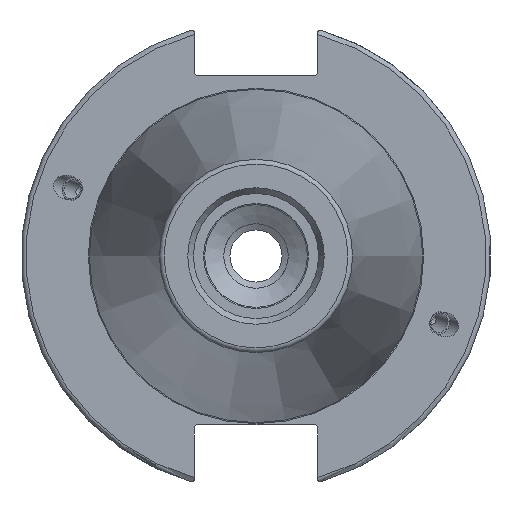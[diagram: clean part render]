
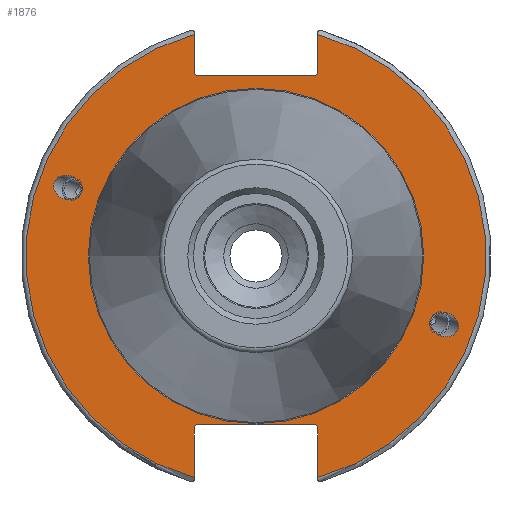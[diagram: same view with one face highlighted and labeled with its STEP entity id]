
A CAD part, left-side view. The second image highlights one B-rep face of the part: STEP entity #1876.
In plain terms, the highlighted planar face has unit normal (-1, 0, 0).
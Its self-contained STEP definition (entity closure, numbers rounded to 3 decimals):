
#31=ELLIPSE('',#2062,3.052,2.5);
#32=ELLIPSE('',#2096,3.052,2.5);
#45=PLANE('',#2110);
#103=FACE_BOUND('',#359,.T.);
#104=FACE_BOUND('',#360,.T.);
#105=FACE_BOUND('',#361,.T.);
#237=FACE_OUTER_BOUND('',#358,.T.);
#358=EDGE_LOOP('',(#1552,#1553,#1554,#1555,#1556,#1557,#1558,#1559,#1560,
#1561,#1562,#1563));
#359=EDGE_LOOP('',(#1564));
#360=EDGE_LOOP('',(#1565));
#361=EDGE_LOOP('',(#1566));
#465=LINE('',#3513,#568);
#466=LINE('',#3515,#569);
#467=LINE('',#3517,#570);
#468=LINE('',#3519,#571);
#469=LINE('',#3521,#572);
#470=LINE('',#3525,#573);
#471=LINE('',#3527,#574);
#472=LINE('',#3529,#575);
#473=LINE('',#3531,#576);
#474=LINE('',#3532,#577);
#568=VECTOR('',#2574,10.);
#569=VECTOR('',#2575,10.);
#570=VECTOR('',#2576,10.);
#571=VECTOR('',#2577,10.);
#572=VECTOR('',#2578,10.);
#573=VECTOR('',#2581,10.);
#574=VECTOR('',#2582,10.);
#575=VECTOR('',#2583,10.);
#576=VECTOR('',#2584,10.);
#577=VECTOR('',#2585,10.);
#715=CIRCLE('',#2108,35.125);
#717=CIRCLE('',#2111,48.213);
#718=CIRCLE('',#2112,48.213);
#834=VERTEX_POINT('',#3222);
#872=VERTEX_POINT('',#3481);
#879=VERTEX_POINT('',#3504);
#880=VERTEX_POINT('',#3509);
#881=VERTEX_POINT('',#3510);
#882=VERTEX_POINT('',#3512);
#883=VERTEX_POINT('',#3514);
#884=VERTEX_POINT('',#3516);
#885=VERTEX_POINT('',#3518);
#886=VERTEX_POINT('',#3520);
#887=VERTEX_POINT('',#3522);
#888=VERTEX_POINT('',#3524);
#889=VERTEX_POINT('',#3526);
#890=VERTEX_POINT('',#3528);
#891=VERTEX_POINT('',#3530);
#1059=EDGE_CURVE('',#834,#834,#31,.T.);
#1110=EDGE_CURVE('',#872,#872,#32,.T.);
#1121=EDGE_CURVE('',#879,#879,#715,.T.);
#1123=EDGE_CURVE('',#880,#881,#717,.T.);
#1124=EDGE_CURVE('',#880,#882,#465,.T.);
#1125=EDGE_CURVE('',#883,#882,#466,.T.);
#1126=EDGE_CURVE('',#883,#884,#467,.T.);
#1127=EDGE_CURVE('',#885,#884,#468,.T.);
#1128=EDGE_CURVE('',#885,#886,#469,.T.);
#1129=EDGE_CURVE('',#887,#886,#718,.T.);
#1130=EDGE_CURVE('',#887,#888,#470,.T.);
#1131=EDGE_CURVE('',#889,#888,#471,.T.);
#1132=EDGE_CURVE('',#889,#890,#472,.T.);
#1133=EDGE_CURVE('',#891,#890,#473,.T.);
#1134=EDGE_CURVE('',#891,#881,#474,.T.);
#1552=ORIENTED_EDGE('',*,*,#1123,.F.);
#1553=ORIENTED_EDGE('',*,*,#1124,.T.);
#1554=ORIENTED_EDGE('',*,*,#1125,.F.);
#1555=ORIENTED_EDGE('',*,*,#1126,.T.);
#1556=ORIENTED_EDGE('',*,*,#1127,.F.);
#1557=ORIENTED_EDGE('',*,*,#1128,.T.);
#1558=ORIENTED_EDGE('',*,*,#1129,.F.);
#1559=ORIENTED_EDGE('',*,*,#1130,.T.);
#1560=ORIENTED_EDGE('',*,*,#1131,.F.);
#1561=ORIENTED_EDGE('',*,*,#1132,.T.);
#1562=ORIENTED_EDGE('',*,*,#1133,.F.);
#1563=ORIENTED_EDGE('',*,*,#1134,.T.);
#1564=ORIENTED_EDGE('',*,*,#1059,.T.);
#1565=ORIENTED_EDGE('',*,*,#1110,.T.);
#1566=ORIENTED_EDGE('',*,*,#1121,.F.);
#1876=ADVANCED_FACE('',(#237,#103,#104,#105),#45,.T.);
#2062=AXIS2_PLACEMENT_3D('',#3224,#2454,#2455);
#2096=AXIS2_PLACEMENT_3D('',#3483,#2538,#2539);
#2108=AXIS2_PLACEMENT_3D('',#3506,#2566,#2567);
#2110=AXIS2_PLACEMENT_3D('',#3508,#2570,#2571);
#2111=AXIS2_PLACEMENT_3D('',#3511,#2572,#2573);
#2112=AXIS2_PLACEMENT_3D('',#3523,#2579,#2580);
#2454=DIRECTION('center_axis',(1.,0.,0.));
#2455=DIRECTION('ref_axis',(0.,-0.94,-0.342));
#2538=DIRECTION('center_axis',(1.,0.,0.));
#2539=DIRECTION('ref_axis',(0.,0.94,0.342));
#2566=DIRECTION('center_axis',(-1.,0.,0.));
#2567=DIRECTION('ref_axis',(0.,-1.,0.));
#2570=DIRECTION('center_axis',(-1.,0.,0.));
#2571=DIRECTION('ref_axis',(0.,0.,1.));
#2572=DIRECTION('center_axis',(1.,0.,0.));
#2573=DIRECTION('ref_axis',(0.,-1.,0.));
#2574=DIRECTION('',(0.,0.,-1.));
#2575=DIRECTION('',(0.,-0.707,0.707));
#2576=DIRECTION('',(0.,1.,0.));
#2577=DIRECTION('',(0.,-0.707,-0.707));
#2578=DIRECTION('',(0.,0.,1.));
#2579=DIRECTION('center_axis',(1.,0.,0.));
#2580=DIRECTION('ref_axis',(0.,1.,0.));
#2581=DIRECTION('',(0.,0.,1.));
#2582=DIRECTION('',(0.,0.707,-0.707));
#2583=DIRECTION('',(0.,-1.,0.));
#2584=DIRECTION('',(0.,0.707,0.707));
#2585=DIRECTION('',(0.,0.,-1.));
#3222=CARTESIAN_POINT('',(3.175,-36.599,-13.321));
#3224=CARTESIAN_POINT('Origin',(3.175,-39.467,-14.365));
#3481=CARTESIAN_POINT('',(3.175,36.599,13.321));
#3483=CARTESIAN_POINT('Origin',(3.175,39.467,14.365));
#3504=CARTESIAN_POINT('',(3.175,0.,35.125));
#3506=CARTESIAN_POINT('Origin',(3.175,0.,0.));
#3508=CARTESIAN_POINT('Origin',(3.175,49.213,0.));
#3509=CARTESIAN_POINT('',(3.175,-12.95,46.441));
#3510=CARTESIAN_POINT('',(3.175,-12.95,-46.441));
#3511=CARTESIAN_POINT('Origin',(3.175,0.,0.));
#3512=CARTESIAN_POINT('',(3.175,-12.95,38.219));
#3513=CARTESIAN_POINT('',(3.175,-12.95,18.86));
#3514=CARTESIAN_POINT('',(3.175,-12.45,37.719));
#3515=CARTESIAN_POINT('',(3.175,12.27,12.999));
#3516=CARTESIAN_POINT('',(3.175,12.45,37.719));
#3517=CARTESIAN_POINT('',(3.175,24.606,37.719));
#3518=CARTESIAN_POINT('',(3.175,12.95,38.219));
#3519=CARTESIAN_POINT('',(3.175,12.336,37.605));
#3520=CARTESIAN_POINT('',(3.175,12.95,46.441));
#3521=CARTESIAN_POINT('',(3.175,12.95,18.86));
#3522=CARTESIAN_POINT('',(3.175,12.95,-46.441));
#3523=CARTESIAN_POINT('Origin',(3.175,0.,0.));
#3524=CARTESIAN_POINT('',(3.175,12.95,-35.806));
#3525=CARTESIAN_POINT('',(3.175,12.95,-17.653));
#3526=CARTESIAN_POINT('',(3.175,12.45,-35.306));
#3527=CARTESIAN_POINT('',(3.175,12.939,-35.795));
#3528=CARTESIAN_POINT('',(3.175,-12.45,-35.306));
#3529=CARTESIAN_POINT('',(3.175,24.606,-35.306));
#3530=CARTESIAN_POINT('',(3.175,-12.95,-35.806));
#3531=CARTESIAN_POINT('',(3.175,11.667,-11.189));
#3532=CARTESIAN_POINT('',(3.175,-12.95,-17.653));
